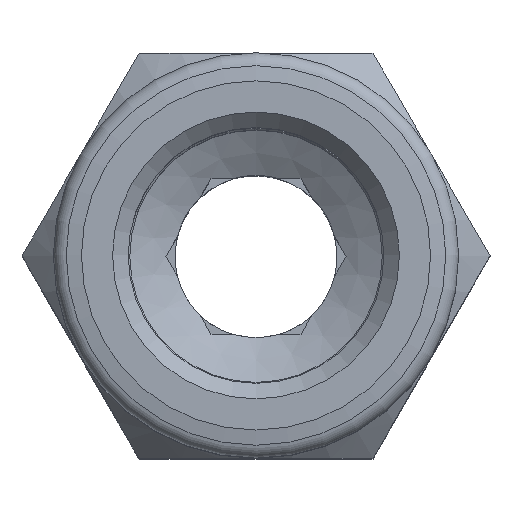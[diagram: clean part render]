
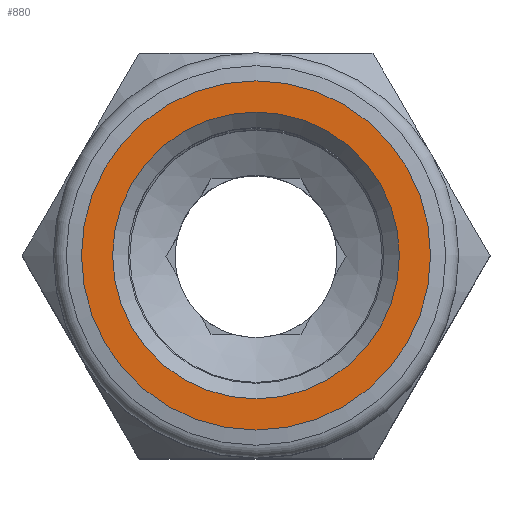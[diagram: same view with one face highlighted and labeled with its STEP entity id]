
A CAD part, top view. The second image highlights one B-rep face of the part: STEP entity #880.
In plain terms, the highlighted planar face has unit normal (0, 0, 1).
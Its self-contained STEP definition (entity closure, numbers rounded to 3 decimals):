
#127=PLANE('',#953);
#185=FACE_BOUND('',#283,.T.);
#213=FACE_OUTER_BOUND('',#282,.T.);
#282=EDGE_LOOP('',(#632));
#283=EDGE_LOOP('',(#633));
#369=CIRCLE('',#952,4.6);
#370=CIRCLE('',#954,5.6);
#419=VERTEX_POINT('',#1338);
#420=VERTEX_POINT('',#1341);
#505=EDGE_CURVE('',#419,#419,#369,.T.);
#506=EDGE_CURVE('',#420,#420,#370,.T.);
#632=ORIENTED_EDGE('',*,*,#506,.T.);
#633=ORIENTED_EDGE('',*,*,#505,.F.);
#880=ADVANCED_FACE('',(#213,#185),#127,.T.);
#952=AXIS2_PLACEMENT_3D('',#1339,#1078,#1079);
#953=AXIS2_PLACEMENT_3D('',#1340,#1080,#1081);
#954=AXIS2_PLACEMENT_3D('',#1342,#1082,#1083);
#1078=DIRECTION('center_axis',(0.,0.,1.));
#1079=DIRECTION('ref_axis',(1.,0.,0.));
#1080=DIRECTION('center_axis',(0.,0.,1.));
#1081=DIRECTION('ref_axis',(1.,0.,0.));
#1082=DIRECTION('center_axis',(0.,0.,1.));
#1083=DIRECTION('ref_axis',(1.,0.,0.));
#1338=CARTESIAN_POINT('',(14.79,13.364,30.868));
#1339=CARTESIAN_POINT('Origin',(10.19,13.364,30.868));
#1340=CARTESIAN_POINT('Origin',(15.79,13.364,30.868));
#1341=CARTESIAN_POINT('',(15.79,13.364,30.868));
#1342=CARTESIAN_POINT('Origin',(10.19,13.364,30.868));
